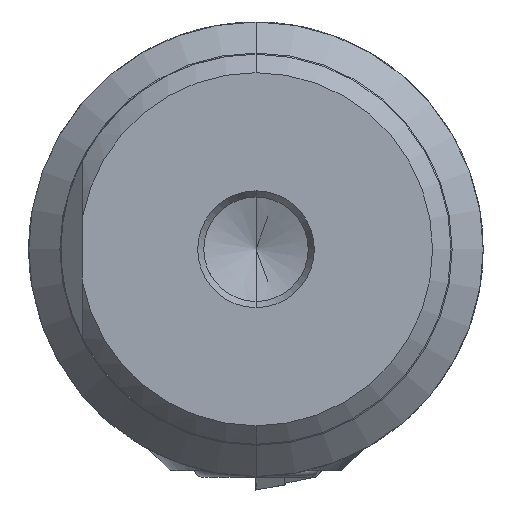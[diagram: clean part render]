
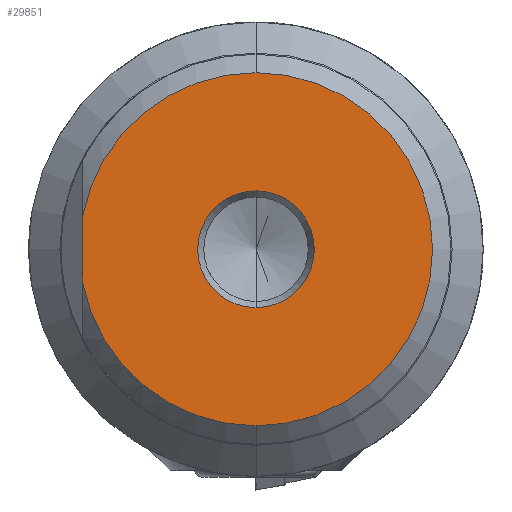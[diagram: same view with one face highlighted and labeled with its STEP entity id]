
A CAD part, left-side view. The second image highlights one B-rep face of the part: STEP entity #29851.
In plain terms, the highlighted planar face has unit normal (-1, 0, 0).
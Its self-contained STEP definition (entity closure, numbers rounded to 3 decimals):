
#98 = VERTEX_POINT ( 'NONE', #3199 ) ;
#195 = DIRECTION ( 'NONE',  ( 0., 0., -1. ) ) ;
#349 = AXIS2_PLACEMENT_3D ( 'NONE', #13009, #26491, #195 ) ;
#1753 = ORIENTED_EDGE ( 'NONE', *, *, #20706, .F. ) ;
#2060 = VERTEX_POINT ( 'NONE', #32949 ) ;
#2735 = PLANE ( 'NONE',  #349 ) ;
#3199 = CARTESIAN_POINT ( 'NONE',  ( -186., 0., 4.75 ) ) ;
#3635 = AXIS2_PLACEMENT_3D ( 'NONE', #19971, #12388, #30422 ) ;
#3959 = EDGE_LOOP ( 'NONE', ( #5305, #20077, #6461, #20165 ) ) ;
#4251 = DIRECTION ( 'NONE',  ( 0., 0., 1. ) ) ;
#5038 = CIRCLE ( 'NONE', #6668, 4.75 ) ;
#5062 = CIRCLE ( 'NONE', #15336, 14.375 ) ;
#5305 = ORIENTED_EDGE ( 'NONE', *, *, #23956, .T. ) ;
#5821 = DIRECTION ( 'NONE',  ( 0., 0., 1. ) ) ;
#6287 = AXIS2_PLACEMENT_3D ( 'NONE', #8059, #16296, #18317 ) ;
#6461 = ORIENTED_EDGE ( 'NONE', *, *, #7261, .T. ) ;
#6575 = VECTOR ( 'NONE', #4251, 1000. ) ;
#6668 = AXIS2_PLACEMENT_3D ( 'NONE', #30129, #9375, #17784 ) ;
#7261 = EDGE_CURVE ( 'NONE', #2060, #14271, #19851, .T. ) ;
#7384 = VERTEX_POINT ( 'NONE', #31096 ) ;
#8059 = CARTESIAN_POINT ( 'NONE',  ( -186., 0., 0. ) ) ;
#8322 = DIRECTION ( 'NONE',  ( -1., 0., 0. ) ) ;
#9375 = DIRECTION ( 'NONE',  ( -1., 0., 0. ) ) ;
#10469 = CARTESIAN_POINT ( 'NONE',  ( -186., 14.125, 2.669 ) ) ;
#10487 = CARTESIAN_POINT ( 'NONE',  ( -186., 0., -14.375 ) ) ;
#10754 = EDGE_CURVE ( 'NONE', #12674, #14271, #11975, .T. ) ;
#11200 = CARTESIAN_POINT ( 'NONE',  ( -186., 0., 0. ) ) ;
#11263 = CARTESIAN_POINT ( 'NONE',  ( -186., 14.125, -2.669 ) ) ;
#11975 = LINE ( 'NONE', #16869, #6575 ) ;
#12388 = DIRECTION ( 'NONE',  ( -1., 0., 0. ) ) ;
#12674 = VERTEX_POINT ( 'NONE', #11263 ) ;
#12717 = CIRCLE ( 'NONE', #21903, 4.75 ) ;
#13009 = CARTESIAN_POINT ( 'NONE',  ( -186., 14.375, 0. ) ) ;
#14271 = VERTEX_POINT ( 'NONE', #10469 ) ;
#15336 = AXIS2_PLACEMENT_3D ( 'NONE', #11200, #8322, #5821 ) ;
#16296 = DIRECTION ( 'NONE',  ( -1., 0., 0. ) ) ;
#16869 = CARTESIAN_POINT ( 'NONE',  ( -186., 14.125, -18.5 ) ) ;
#17784 = DIRECTION ( 'NONE',  ( 0., 0., 1. ) ) ;
#18279 = VERTEX_POINT ( 'NONE', #10487 ) ;
#18317 = DIRECTION ( 'NONE',  ( 0., 0., 1. ) ) ;
#18893 = EDGE_LOOP ( 'NONE', ( #25322, #1753 ) ) ;
#19368 = CARTESIAN_POINT ( 'NONE',  ( -186., 0., 0. ) ) ;
#19851 = CIRCLE ( 'NONE', #3635, 14.375 ) ;
#19971 = CARTESIAN_POINT ( 'NONE',  ( -186., 0., 0. ) ) ;
#20077 = ORIENTED_EDGE ( 'NONE', *, *, #21550, .T. ) ;
#20165 = ORIENTED_EDGE ( 'NONE', *, *, #10754, .F. ) ;
#20706 = EDGE_CURVE ( 'NONE', #7384, #98, #5038, .T. ) ;
#21550 = EDGE_CURVE ( 'NONE', #18279, #2060, #5062, .T. ) ;
#21903 = AXIS2_PLACEMENT_3D ( 'NONE', #19368, #26459, #32194 ) ;
#23795 = FACE_OUTER_BOUND ( 'NONE', #3959, .T. ) ;
#23956 = EDGE_CURVE ( 'NONE', #12674, #18279, #24061, .T. ) ;
#24061 = CIRCLE ( 'NONE', #6287, 14.375 ) ;
#25322 = ORIENTED_EDGE ( 'NONE', *, *, #30307, .F. ) ;
#26459 = DIRECTION ( 'NONE',  ( -1., 0., 0. ) ) ;
#26491 = DIRECTION ( 'NONE',  ( 1., 0., 0. ) ) ;
#28874 = FACE_BOUND ( 'NONE', #18893, .T. ) ;
#29851 = ADVANCED_FACE ( 'NONE', ( #28874, #23795 ), #2735, .F. ) ;
#30129 = CARTESIAN_POINT ( 'NONE',  ( -186., 0., 0. ) ) ;
#30307 = EDGE_CURVE ( 'NONE', #98, #7384, #12717, .T. ) ;
#30422 = DIRECTION ( 'NONE',  ( 0., 0., 1. ) ) ;
#31096 = CARTESIAN_POINT ( 'NONE',  ( -186., 0., -4.75 ) ) ;
#32194 = DIRECTION ( 'NONE',  ( 0., 0., 1. ) ) ;
#32949 = CARTESIAN_POINT ( 'NONE',  ( -186., 0., 14.375 ) ) ;
